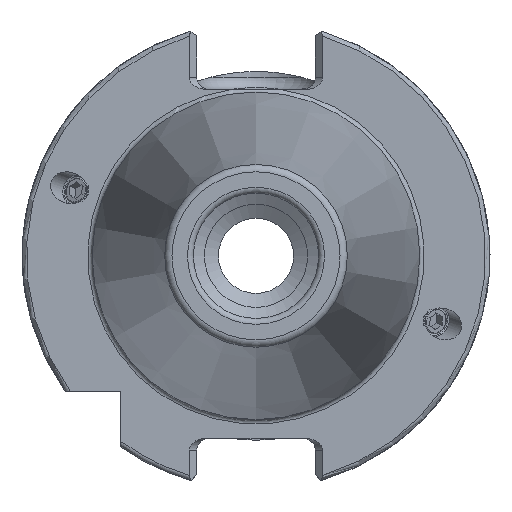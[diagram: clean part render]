
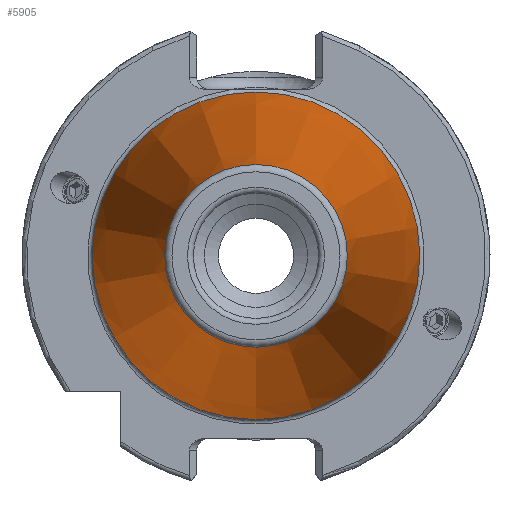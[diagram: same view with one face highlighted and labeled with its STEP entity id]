
A CAD part, left-side view. The second image highlights one B-rep face of the part: STEP entity #5905.
In plain terms, the highlighted conical face has half-angle 8.297 degrees and reference radius 22.225 mm.
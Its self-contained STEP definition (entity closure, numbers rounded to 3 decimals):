
#264 = AXIS2_PLACEMENT_3D ( 'NONE', #5078, #1579, #5992 ) ;
#473 = EDGE_CURVE ( 'NONE', #6210, #6210, #3375, .T. ) ;
#1055 = EDGE_CURVE ( 'NONE', #6454, #6454, #1510, .T. ) ;
#1128 = CONICAL_SURFACE ( 'NONE', #4110, 22.225, 0.145 ) ;
#1177 = EDGE_LOOP ( 'NONE', ( #4750 ) ) ;
#1390 = FACE_OUTER_BOUND ( 'NONE', #4012, .T. ) ;
#1485 = CARTESIAN_POINT ( 'NONE',  ( -67.394, 0., 12.397 ) ) ;
#1510 = CIRCLE ( 'NONE', #2803, 22.225 ) ;
#1579 = DIRECTION ( 'NONE',  ( -1., 0., 0. ) ) ;
#2792 = FACE_BOUND ( 'NONE', #1177, .T. ) ;
#2803 = AXIS2_PLACEMENT_3D ( 'NONE', #2931, #4340, #3383 ) ;
#2895 = ORIENTED_EDGE ( 'NONE', *, *, #1055, .T. ) ;
#2931 = CARTESIAN_POINT ( 'NONE',  ( 0., 0., 0. ) ) ;
#3375 = CIRCLE ( 'NONE', #264, 12.397 ) ;
#3383 = DIRECTION ( 'NONE',  ( 0., 0., 1. ) ) ;
#4012 = EDGE_LOOP ( 'NONE', ( #2895 ) ) ;
#4110 = AXIS2_PLACEMENT_3D ( 'NONE', #5140, #6130, #5672 ) ;
#4340 = DIRECTION ( 'NONE',  ( -1., 0., 0. ) ) ;
#4750 = ORIENTED_EDGE ( 'NONE', *, *, #473, .F. ) ;
#5078 = CARTESIAN_POINT ( 'NONE',  ( -67.394, 0., 0. ) ) ;
#5140 = CARTESIAN_POINT ( 'NONE',  ( 0., 0., 0. ) ) ;
#5371 = CARTESIAN_POINT ( 'NONE',  ( 0., 0., 22.225 ) ) ;
#5672 = DIRECTION ( 'NONE',  ( 0., 0., -1. ) ) ;
#5905 = ADVANCED_FACE ( 'NONE', ( #2792, #1390 ), #1128, .T. ) ;
#5992 = DIRECTION ( 'NONE',  ( 0., 0., 1. ) ) ;
#6130 = DIRECTION ( 'NONE',  ( 1., 0., 0. ) ) ;
#6210 = VERTEX_POINT ( 'NONE', #1485 ) ;
#6454 = VERTEX_POINT ( 'NONE', #5371 ) ;
